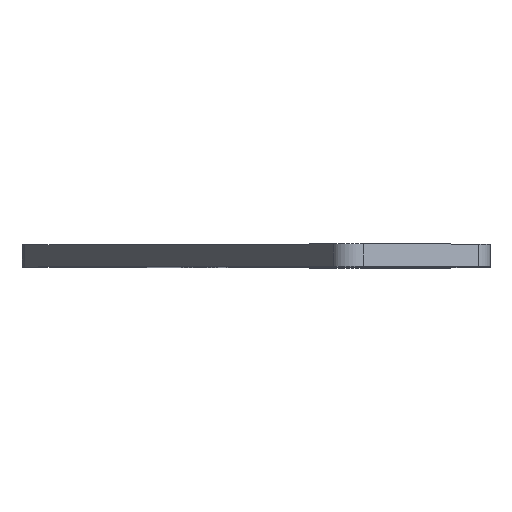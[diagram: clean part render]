
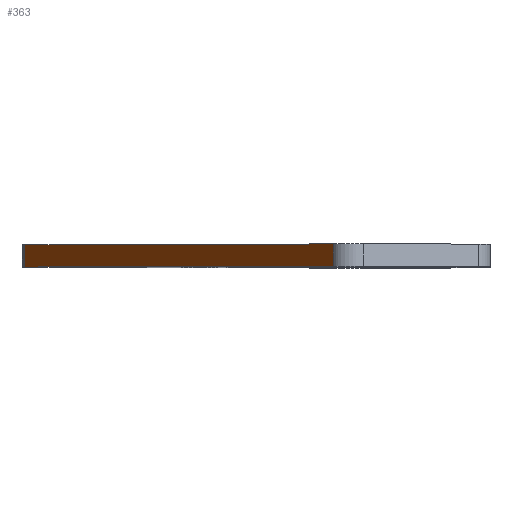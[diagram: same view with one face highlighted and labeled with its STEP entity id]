
A CAD part, top view. The second image highlights one B-rep face of the part: STEP entity #363.
In plain terms, the highlighted planar face has unit normal (-0.866, 0, 0.5).
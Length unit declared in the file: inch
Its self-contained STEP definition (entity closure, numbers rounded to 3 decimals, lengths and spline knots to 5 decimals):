
#11 = AXIS2_PLACEMENT_3D ( 'NONE', #144, #180, #184 ) ;
#13 = EDGE_CURVE ( 'NONE', #545, #225, #692, .T. ) ;
#33 = EDGE_CURVE ( 'NONE', #653, #545, #704, .T. ) ;
#91 = LINE ( 'NONE', #125, #316 ) ;
#97 = FACE_OUTER_BOUND ( 'NONE', #514, .T. ) ;
#125 = CARTESIAN_POINT ( 'NONE',  ( -0.48325, 0.125, 0.16298 ) ) ;
#127 = DIRECTION ( 'NONE',  ( 0., -1., 0. ) ) ;
#132 = LINE ( 'NONE', #578, #569 ) ;
#137 = PLANE ( 'NONE',  #11 ) ;
#144 = CARTESIAN_POINT ( 'NONE',  ( -0.5, 0.125, 0.13397 ) ) ;
#180 = DIRECTION ( 'NONE',  ( 0.866, 0., -0.5 ) ) ;
#184 = DIRECTION ( 'NONE',  ( -0.5, 0., -0.866 ) ) ;
#225 = VERTEX_POINT ( 'NONE', #400 ) ;
#226 = ORIENTED_EDGE ( 'NONE', *, *, #33, .T. ) ;
#236 = CARTESIAN_POINT ( 'NONE',  ( 1.25449, 0., 3.17284 ) ) ;
#260 = VECTOR ( 'NONE', #707, 39.37008 ) ;
#274 = ORIENTED_EDGE ( 'NONE', *, *, #576, .F. ) ;
#316 = VECTOR ( 'NONE', #127, 39.37008 ) ;
#363 = ADVANCED_FACE ( 'NONE', ( #97 ), #137, .F. ) ;
#377 = ORIENTED_EDGE ( 'NONE', *, *, #13, .T. ) ;
#400 = CARTESIAN_POINT ( 'NONE',  ( 1.25449, 0.125, 3.17284 ) ) ;
#430 = EDGE_CURVE ( 'NONE', #562, #653, #91, .T. ) ;
#452 = DIRECTION ( 'NONE',  ( 0.5, 0., 0.866 ) ) ;
#514 = EDGE_LOOP ( 'NONE', ( #274, #624, #226, #377 ) ) ;
#545 = VERTEX_POINT ( 'NONE', #236 ) ;
#562 = VERTEX_POINT ( 'NONE', #792 ) ;
#569 = VECTOR ( 'NONE', #452, 39.37008 ) ;
#576 = EDGE_CURVE ( 'NONE', #562, #225, #132, .T. ) ;
#578 = CARTESIAN_POINT ( 'NONE',  ( -0.5, 0.125, 0.13397 ) ) ;
#614 = CARTESIAN_POINT ( 'NONE',  ( -0.48325, 0., 0.16298 ) ) ;
#624 = ORIENTED_EDGE ( 'NONE', *, *, #430, .T. ) ;
#653 = VERTEX_POINT ( 'NONE', #614 ) ;
#661 = VECTOR ( 'NONE', #695, 39.37008 ) ;
#692 = LINE ( 'NONE', #693, #661 ) ;
#693 = CARTESIAN_POINT ( 'NONE',  ( 1.25449, 0.125, 3.17284 ) ) ;
#695 = DIRECTION ( 'NONE',  ( 0., 1., 0. ) ) ;
#704 = LINE ( 'NONE', #705, #260 ) ;
#705 = CARTESIAN_POINT ( 'NONE',  ( -0.5, 0., 0.13397 ) ) ;
#707 = DIRECTION ( 'NONE',  ( 0.5, 0., 0.866 ) ) ;
#792 = CARTESIAN_POINT ( 'NONE',  ( -0.48325, 0.125, 0.16298 ) ) ;
